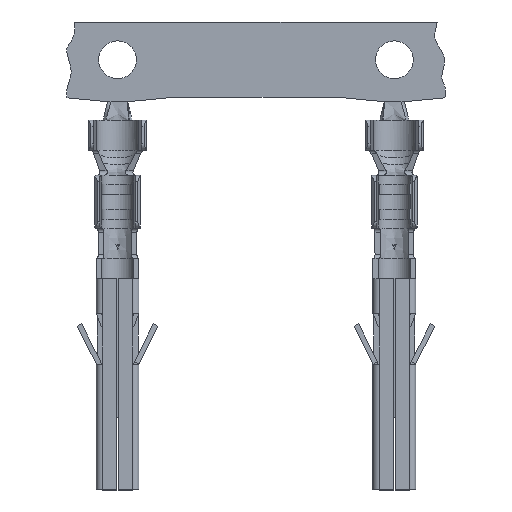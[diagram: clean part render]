
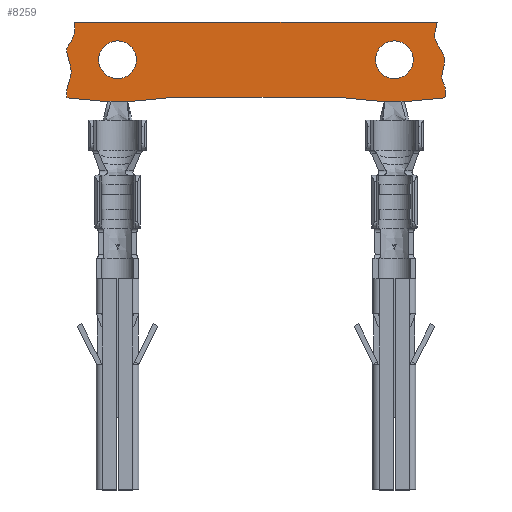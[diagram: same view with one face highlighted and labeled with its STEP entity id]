
A CAD part, top view. The second image highlights one B-rep face of the part: STEP entity #8259.
In plain terms, the highlighted planar face has unit normal (0, 0, 1).
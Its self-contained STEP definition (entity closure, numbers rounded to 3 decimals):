
#426=LINE('',#13319,#1218);
#427=LINE('',#13341,#1219);
#429=LINE('',#13345,#1221);
#431=LINE('',#13349,#1223);
#435=LINE('',#13358,#1227);
#446=LINE('',#13408,#1238);
#447=LINE('',#13409,#1239);
#448=LINE('',#13411,#1240);
#449=LINE('',#13413,#1241);
#450=LINE('',#13415,#1242);
#451=LINE('',#13417,#1243);
#452=LINE('',#13419,#1244);
#453=LINE('',#13421,#1245);
#454=LINE('',#13423,#1246);
#1218=VECTOR('',#9963,1000.);
#1219=VECTOR('',#9964,1000.);
#1221=VECTOR('',#9968,1000.);
#1223=VECTOR('',#9972,1000.);
#1227=VECTOR('',#9978,1000.);
#1238=VECTOR('',#10001,1000.);
#1239=VECTOR('',#10002,1000.);
#1240=VECTOR('',#10003,1000.);
#1241=VECTOR('',#10004,1000.);
#1242=VECTOR('',#10005,1000.);
#1243=VECTOR('',#10006,1000.);
#1244=VECTOR('',#10007,1000.);
#1245=VECTOR('',#10008,1000.);
#1246=VECTOR('',#10009,1000.);
#1837=PLANE('',#8833);
#2162=CIRCLE('',#8830,0.75);
#2164=CIRCLE('',#8834,0.75);
#3007=ORIENTED_EDGE('',*,*,#5257,.F.);
#3008=ORIENTED_EDGE('',*,*,#5258,.T.);
#3009=ORIENTED_EDGE('',*,*,#5235,.T.);
#3010=ORIENTED_EDGE('',*,*,#5233,.T.);
#3011=ORIENTED_EDGE('',*,*,#5231,.T.);
#3012=ORIENTED_EDGE('',*,*,#5237,.T.);
#3013=ORIENTED_EDGE('',*,*,#5259,.T.);
#3014=ORIENTED_EDGE('',*,*,#5260,.T.);
#3015=ORIENTED_EDGE('',*,*,#5261,.T.);
#3016=ORIENTED_EDGE('',*,*,#5262,.T.);
#3017=ORIENTED_EDGE('',*,*,#5263,.T.);
#3018=ORIENTED_EDGE('',*,*,#5264,.T.);
#3019=ORIENTED_EDGE('',*,*,#5265,.T.);
#3020=ORIENTED_EDGE('',*,*,#5266,.T.);
#3021=ORIENTED_EDGE('',*,*,#5267,.T.);
#3022=ORIENTED_EDGE('',*,*,#5241,.T.);
#3023=ORIENTED_EDGE('',*,*,#5245,.T.);
#3024=ORIENTED_EDGE('',*,*,#5268,.T.);
#5231=EDGE_CURVE('',#6352,#6351,#426,.F.);
#5233=EDGE_CURVE('',#6347,#6352,#427,.F.);
#5235=EDGE_CURVE('',#6354,#6347,#429,.T.);
#5237=EDGE_CURVE('',#6351,#6355,#431,.T.);
#5241=EDGE_CURVE('',#6359,#6358,#435,.T.);
#5245=EDGE_CURVE('',#6362,#6362,#2162,.T.);
#5257=EDGE_CURVE('',#6372,#6358,#6953,.T.);
#5258=EDGE_CURVE('',#6372,#6354,#446,.T.);
#5259=EDGE_CURVE('',#6355,#6373,#447,.T.);
#5260=EDGE_CURVE('',#6373,#6374,#448,.T.);
#5261=EDGE_CURVE('',#6374,#6375,#449,.T.);
#5262=EDGE_CURVE('',#6375,#6376,#450,.T.);
#5263=EDGE_CURVE('',#6376,#6377,#451,.F.);
#5264=EDGE_CURVE('',#6377,#6378,#452,.F.);
#5265=EDGE_CURVE('',#6378,#6379,#453,.T.);
#5266=EDGE_CURVE('',#6379,#6380,#454,.T.);
#5267=EDGE_CURVE('',#6380,#6359,#6954,.T.);
#5268=EDGE_CURVE('',#6381,#6381,#2164,.T.);
#6347=VERTEX_POINT('',#13182);
#6351=VERTEX_POINT('',#13290);
#6352=VERTEX_POINT('',#13320);
#6354=VERTEX_POINT('',#13346);
#6355=VERTEX_POINT('',#13350);
#6358=VERTEX_POINT('',#13357);
#6359=VERTEX_POINT('',#13359);
#6362=VERTEX_POINT('',#13367);
#6372=VERTEX_POINT('',#13407);
#6373=VERTEX_POINT('',#13410);
#6374=VERTEX_POINT('',#13412);
#6375=VERTEX_POINT('',#13414);
#6376=VERTEX_POINT('',#13416);
#6377=VERTEX_POINT('',#13418);
#6378=VERTEX_POINT('',#13420);
#6379=VERTEX_POINT('',#13422);
#6380=VERTEX_POINT('',#13424);
#6381=VERTEX_POINT('',#13433);
#6953=B_SPLINE_CURVE_WITH_KNOTS('',3,(#13401,#13402,#13403,#13404,#13405,
#13406),.UNSPECIFIED.,.F.,.F.,(4,1,1,4),(0.,0.313,0.669,
1.),.UNSPECIFIED.);
#6954=B_SPLINE_CURVE_WITH_KNOTS('',3,(#13425,#13426,#13427,#13428,#13429,
#13430,#13431),.UNSPECIFIED.,.F.,.F.,(4,1,1,1,4),(0.,0.182,
0.344,0.743,1.),.UNSPECIFIED.);
#7178=EDGE_LOOP('',(#3007,#3008,#3009,#3010,#3011,#3012,#3013,#3014,#3015,
#3016,#3017,#3018,#3019,#3020,#3021,#3022));
#7179=EDGE_LOOP('',(#3023));
#7180=EDGE_LOOP('',(#3024));
#7708=FACE_BOUND('',#7178,.T.);
#7709=FACE_BOUND('',#7179,.T.);
#7710=FACE_BOUND('',#7180,.T.);
#8259=ADVANCED_FACE('',(#7708,#7709,#7710),#1837,.T.);
#8830=AXIS2_PLACEMENT_3D('',#13366,#9985,#9986);
#8833=AXIS2_PLACEMENT_3D('',#13400,#9999,#10000);
#8834=AXIS2_PLACEMENT_3D('',#13432,#10010,#10011);
#9963=DIRECTION('',(-1.,0.,0.));
#9964=DIRECTION('',(-1.,0.,0.));
#9968=DIRECTION('',(1.,0.,0.));
#9972=DIRECTION('',(1.,0.,0.));
#9978=DIRECTION('',(-1.,0.,0.));
#9985=DIRECTION('',(0.,0.,-1.));
#9986=DIRECTION('',(-1.,0.,0.));
#9999=DIRECTION('',(0.,0.,1.));
#10000=DIRECTION('',(1.,0.,0.));
#10001=DIRECTION('',(0.995,-0.096,0.));
#10002=DIRECTION('',(0.995,0.096,0.));
#10003=DIRECTION('',(1.,0.,0.));
#10004=DIRECTION('',(0.995,-0.096,0.));
#10005=DIRECTION('',(1.,0.,0.));
#10006=DIRECTION('',(-1.,0.,0.));
#10007=DIRECTION('',(-1.,0.,0.));
#10008=DIRECTION('',(1.,0.,0.));
#10009=DIRECTION('',(0.995,0.096,0.));
#10010=DIRECTION('',(0.,0.,-1.));
#10011=DIRECTION('',(1.,0.,0.));
#13182=CARTESIAN_POINT('',(-11.4,0.75,0.));
#13290=CARTESIAN_POINT('',(-10.6,0.75,0.));
#13319=CARTESIAN_POINT('',(-10.6,0.75,0.));
#13320=CARTESIAN_POINT('',(-11.259,0.75,0.));
#13341=CARTESIAN_POINT('',(-10.6,0.75,0.));
#13345=CARTESIAN_POINT('',(-11.6,0.75,0.));
#13346=CARTESIAN_POINT('',(-11.6,0.75,0.));
#13349=CARTESIAN_POINT('',(-11.6,0.75,0.));
#13350=CARTESIAN_POINT('',(-10.4,0.75,0.));
#13357=CARTESIAN_POINT('',(-12.7,3.9,0.));
#13358=CARTESIAN_POINT('',(-8.,3.9,0.));
#13359=CARTESIAN_POINT('',(1.7,3.9,0.));
#13366=CARTESIAN_POINT('',(-11.,2.4,0.));
#13367=CARTESIAN_POINT('',(-11.75,2.4,0.));
#13400=CARTESIAN_POINT('',(-8.,0.9,0.));
#13401=CARTESIAN_POINT('',(-13.011,0.887,0.));
#13402=CARTESIAN_POINT('',(-13.109,1.265,0.));
#13403=CARTESIAN_POINT('',(-12.599,1.842,0.));
#13404=CARTESIAN_POINT('',(-13.302,2.992,0.));
#13405=CARTESIAN_POINT('',(-12.648,3.161,0.));
#13406=CARTESIAN_POINT('',(-12.7,3.9,0.));
#13407=CARTESIAN_POINT('',(-13.011,0.887,0.));
#13408=CARTESIAN_POINT('',(-13.15,0.9,0.));
#13409=CARTESIAN_POINT('',(-10.4,0.75,0.));
#13410=CARTESIAN_POINT('',(-8.85,0.9,0.));
#13411=CARTESIAN_POINT('',(-3.,0.9,0.));
#13412=CARTESIAN_POINT('',(-2.15,0.9,0.));
#13413=CARTESIAN_POINT('',(-2.15,0.9,0.));
#13414=CARTESIAN_POINT('',(-0.6,0.75,0.));
#13415=CARTESIAN_POINT('',(-0.6,0.75,0.));
#13416=CARTESIAN_POINT('',(-0.4,0.75,0.));
#13417=CARTESIAN_POINT('',(0.4,0.75,0.));
#13418=CARTESIAN_POINT('',(0.259,0.75,0.));
#13419=CARTESIAN_POINT('',(0.4,0.75,0.));
#13420=CARTESIAN_POINT('',(0.4,0.75,0.));
#13421=CARTESIAN_POINT('',(-0.6,0.75,0.));
#13422=CARTESIAN_POINT('',(0.6,0.75,0.));
#13423=CARTESIAN_POINT('',(0.6,0.75,0.));
#13424=CARTESIAN_POINT('',(2.011,0.887,0.));
#13425=CARTESIAN_POINT('',(2.011,0.887,0.));
#13426=CARTESIAN_POINT('',(2.104,1.331,0.));
#13427=CARTESIAN_POINT('',(1.753,1.566,0.));
#13428=CARTESIAN_POINT('',(2.202,2.588,0.));
#13429=CARTESIAN_POINT('',(1.444,3.109,0.));
#13430=CARTESIAN_POINT('',(1.654,3.629,0.));
#13431=CARTESIAN_POINT('',(1.7,3.9,0.));
#13432=CARTESIAN_POINT('',(0.,2.4,0.));
#13433=CARTESIAN_POINT('',(0.75,2.4,0.));
